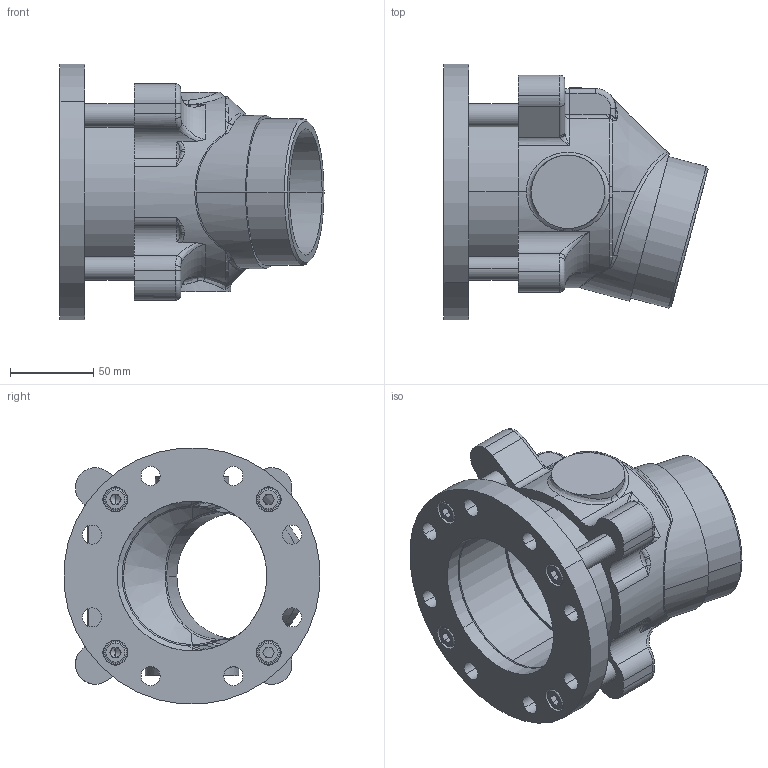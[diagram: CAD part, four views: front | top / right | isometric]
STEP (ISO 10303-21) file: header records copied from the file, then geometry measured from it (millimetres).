
FILE_DESCRIPTION (( 'STEP AP214' ), '1' );
FILE_NAME ('SGAT80_251878.STEP', '2012-09-20T11:16:32', ( 'Admin2' ), ( '' ), 'SwSTEP 2.0', 'SolidWorks 2010', '' );
FILE_SCHEMA (( 'AUTOMOTIVE_DESIGN' ));
Length unit declared in the file: millimetre
Products named in the file (1): SGAT80_251878
Bounding box: 158.51 x 153.41 x 153.41 mm (x, y, z)
Surface area: 154934.2 mm2 (no closed solid volume)
Topology: 0 solids, 16 shells, 503 faces, 1458 edges, 952 vertices
Faces by surface type: plane 171, bspline 149, cylinder 122, torus 43, cone 16, sphere 2
Entity records: 32479 total; most frequent: CARTESIAN_POINT 14820, ORIENTED_EDGE 2576, DIRECTION 2148, EDGE_CURVE 1446, VERTEX_POINT 952, AXIS2_PLACEMENT_3D 741, LINE 666, VECTOR 666
